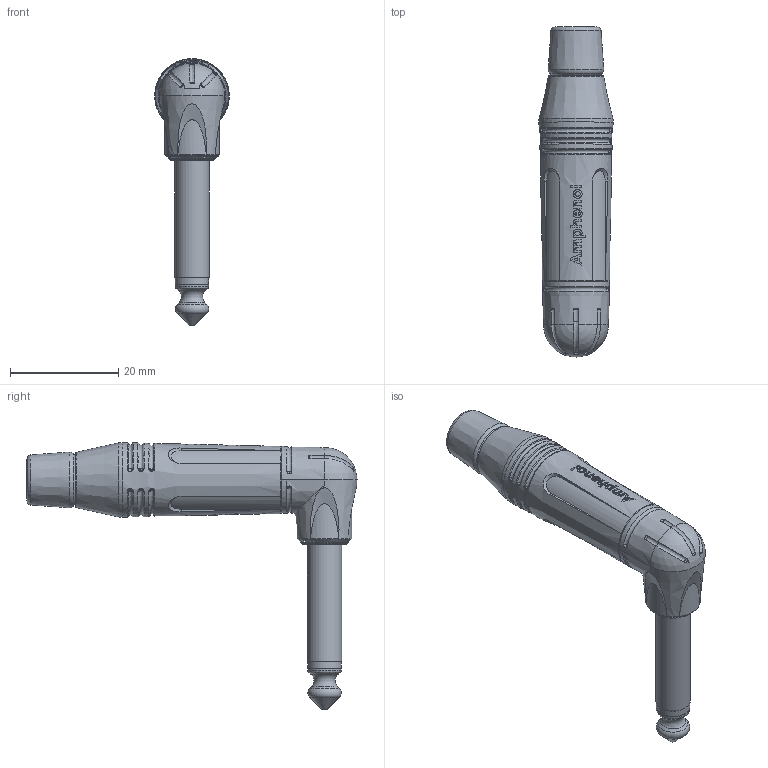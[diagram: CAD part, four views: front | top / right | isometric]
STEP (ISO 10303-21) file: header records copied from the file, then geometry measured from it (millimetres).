
FILE_DESCRIPTION((''),'2;1');
FILE_NAME('ACPM-RB.stp','2016-06-15T10:54:37',('minh'),(''),'Autodesk Inventor 2012','Autodesk Inventor 2012','');
FILE_SCHEMA(('AUTOMOTIVE_DESIGN { 1 0 10303 214 1 1 1 1 }'));
Length unit declared in the file: inch
Products named in the file (1): 55010303000111_Shrinkwrap_1
Bounding box: 13.8 x 61 x 49.3 mm (x, y, z)
Surface area: 5744.6 mm2 (no closed solid volume)
Topology: 0 solids, 17 shells, 289 faces, 1442 edges, 1025 vertices
Faces by surface type: plane 122, bspline 54, cone 43, torus 30, cylinder 20, sphere 17, revolution 3
Full cylindrical faces by diameter (mm): 4 x1, 5.8 x1, 6.15 x1, 6.2 x1, 6.32 x1, 7.9 x1, 8 x1, 9 x1
Entity records: 16874 total; most frequent: CARTESIAN_POINT 6570, ORIENTED_EDGE 1949, DIRECTION 1833, EDGE_CURVE 1366, VERTEX_POINT 989, AXIS2_PLACEMENT_3D 631, VECTOR 568, LINE 568
